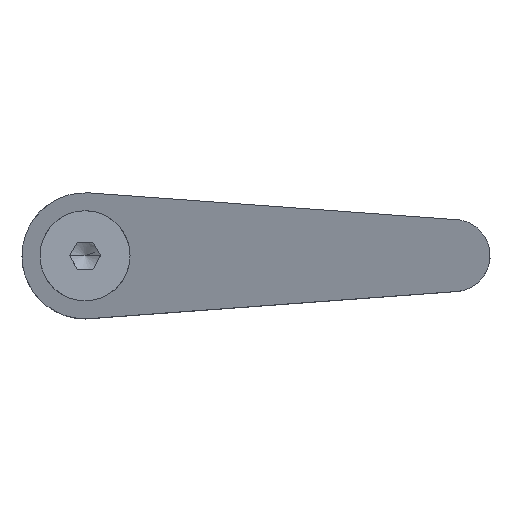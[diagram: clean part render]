
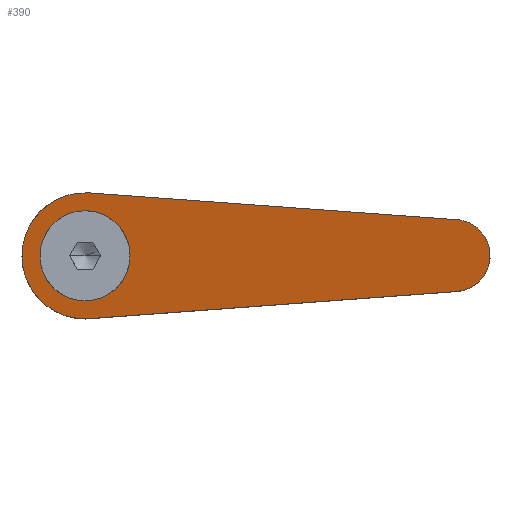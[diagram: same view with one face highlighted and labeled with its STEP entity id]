
A CAD part, top view. The second image highlights one B-rep face of the part: STEP entity #390.
In plain terms, the highlighted planar face has unit normal (-0.28, 0, 0.96).
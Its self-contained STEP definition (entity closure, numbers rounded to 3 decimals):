
#220=EDGE_CURVE('',#318,#486,#573,.T.);
#236=VERTEX_POINT('',#589);
#244=EDGE_CURVE('',#486,#236,#598,.T.);
#248=EDGE_CURVE('',#236,#318,#602,.T.);
#262=EDGE_CURVE('',#278,#280,#618,.T.);
#278=VERTEX_POINT('',#637);
#280=VERTEX_POINT('',#639);
#318=VERTEX_POINT('',#679);
#330=VERTEX_POINT('',#692);
#370=VERTEX_POINT('',#735);
#390=ADVANCED_FACE('',(#759,#760),#761,.F.);
#422=EDGE_CURVE('',#370,#278,#798,.T.);
#484=EDGE_CURVE('',#280,#504,#870,.T.);
#486=VERTEX_POINT('',#872);
#504=VERTEX_POINT('',#891);
#516=EDGE_CURVE('',#330,#370,#903,.T.);
#520=EDGE_CURVE('',#504,#330,#907,.T.);
#573=ELLIPSE('',#966,5.209,5.0);
#589=CARTESIAN_POINT('',(-1.548,-4.754,47.092));
#598=ELLIPSE('',#1022,5.209,5.0);
#602=ELLIPSE('',#1027,5.209,5.0);
#618=LINE('',#1046,#1047);
#637=CARTESIAN_POINT('',(0.512,-6.981,47.694));
#639=CARTESIAN_POINT('',(41.293,-3.989,59.606));
#679=CARTESIAN_POINT('',(0.,-5.0,47.545));
#692=CARTESIAN_POINT('',(0.512,6.981,47.694));
#735=CARTESIAN_POINT('',(-7.,0.,45.5));
#759=FACE_OUTER_BOUND('',#1259,.T.);
#760=FACE_BOUND('',#1260,.T.);
#761=PLANE('',#1261);
#798=ELLIPSE('',#1322,7.293,7.0);
#870=ELLIPSE('',#1420,4.167,4.);
#872=CARTESIAN_POINT('',(0.,5.0,47.545));
#891=CARTESIAN_POINT('',(41.293,3.989,59.606));
#903=ELLIPSE('',#1468,7.293,7.0);
#907=LINE('',#1475,#1476);
#966=AXIS2_PLACEMENT_3D('',#1527,#1528,#1529);
#1022=AXIS2_PLACEMENT_3D('',#1543,#1544,#1545);
#1027=AXIS2_PLACEMENT_3D('',#1546,#1547,#1548);
#1046=CARTESIAN_POINT('',(44.068,-3.786,60.417));
#1047=VECTOR('',#1566,1.0);
#1259=EDGE_LOOP('',(#1705,#1706,#1707,#1708,#1709));
#1260=EDGE_LOOP('',(#1710,#1711,#1712));
#1261=AXIS2_PLACEMENT_3D('',#1713,#1714,#1715);
#1322=AXIS2_PLACEMENT_3D('',#1755,#1756,#1757);
#1420=AXIS2_PLACEMENT_3D('',#1869,#1870,#1871);
#1468=AXIS2_PLACEMENT_3D('',#1897,#1898,#1899);
#1475=CARTESIAN_POINT('',(25.273,5.165,54.927));
#1476=VECTOR('',#1901,1.0);
#1527=CARTESIAN_POINT('',(0.0,0.0,47.545));
#1528=DIRECTION('',(-0.28,0.,0.96));
#1529=DIRECTION('',(-0.96,0.0,-0.28));
#1543=CARTESIAN_POINT('',(0.0,0.0,47.545));
#1544=DIRECTION('',(-0.28,0.,0.96));
#1545=DIRECTION('',(-0.96,0.0,-0.28));
#1546=CARTESIAN_POINT('',(0.0,0.0,47.545));
#1547=DIRECTION('',(-0.28,0.,0.96));
#1548=DIRECTION('',(-0.96,0.0,-0.28));
#1566=DIRECTION('',(0.958,0.07,0.28));
#1705=ORIENTED_EDGE('',*,*,#516,.T.);
#1706=ORIENTED_EDGE('',*,*,#422,.T.);
#1707=ORIENTED_EDGE('',*,*,#262,.T.);
#1708=ORIENTED_EDGE('',*,*,#484,.T.);
#1709=ORIENTED_EDGE('',*,*,#520,.T.);
#1710=ORIENTED_EDGE('',*,*,#248,.F.);
#1711=ORIENTED_EDGE('',*,*,#244,.F.);
#1712=ORIENTED_EDGE('',*,*,#220,.F.);
#1713=CARTESIAN_POINT('',(19.395,0.,53.21));
#1714=DIRECTION('',(0.28,0.,-0.96));
#1715=DIRECTION('',(0.269,0.96,0.079));
#1755=CARTESIAN_POINT('',(0.,0.,47.545));
#1756=DIRECTION('',(-0.28,0.,0.96));
#1757=DIRECTION('',(-0.96,0.,-0.28));
#1869=CARTESIAN_POINT('',(41.0,0.0,59.521));
#1870=DIRECTION('',(-0.28,0.,0.96));
#1871=DIRECTION('',(0.96,0.,0.28));
#1897=CARTESIAN_POINT('',(0.,0.,47.545));
#1898=DIRECTION('',(-0.28,0.,0.96));
#1899=DIRECTION('',(-0.96,0.,-0.28));
#1901=DIRECTION('',(-0.958,0.07,-0.28));
